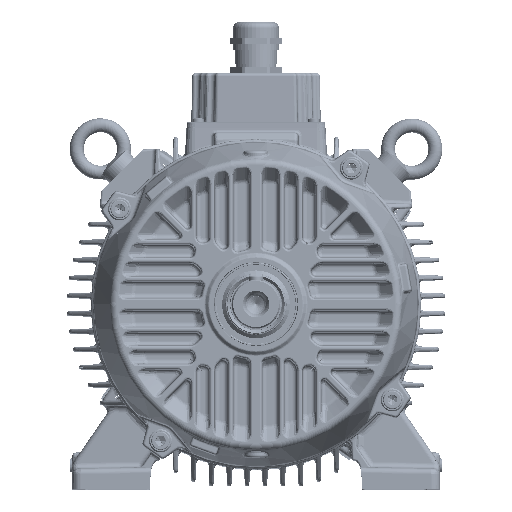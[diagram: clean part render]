
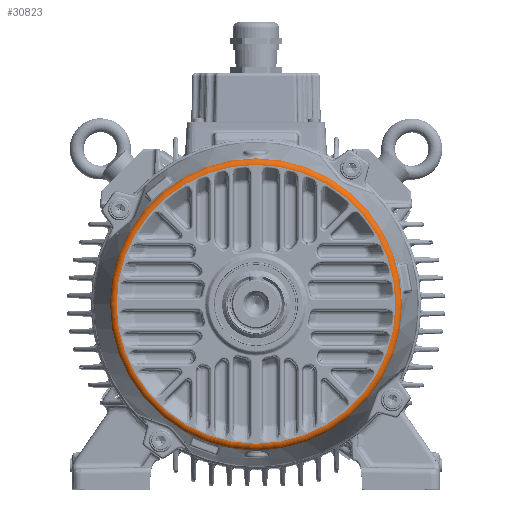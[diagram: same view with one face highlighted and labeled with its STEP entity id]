
A CAD part, top view. The second image highlights one B-rep face of the part: STEP entity #30823.
In plain terms, the highlighted toroidal (fillet/blend) face has major radius 120.639 mm and minor radius 6 mm.
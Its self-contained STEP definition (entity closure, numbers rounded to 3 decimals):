
#24228=TOROIDAL_SURFACE('',#106087,120.639,6.);
#30823=ADVANCED_FACE('',(#33338,#33339),#24228,.T.);
#33338=FACE_BOUND('',#37954,.T.);
#33339=FACE_BOUND('',#37955,.T.);
#37954=EDGE_LOOP('',(#60041));
#37955=EDGE_LOOP('',(#60042));
#60041=ORIENTED_EDGE('',*,*,#89766,.F.);
#60042=ORIENTED_EDGE('',*,*,#89767,.T.);
#75974=VERTEX_POINT('',#216704);
#75975=VERTEX_POINT('',#216706);
#89766=EDGE_CURVE('',#75974,#75974,#97791,.T.);
#89767=EDGE_CURVE('',#75975,#75975,#97792,.T.);
#97791=CIRCLE('',#106085,126.277);
#97792=CIRCLE('',#106086,120.639);
#106085=AXIS2_PLACEMENT_3D('',#216703,#125033,#125034);
#106086=AXIS2_PLACEMENT_3D('',#216705,#125035,#125036);
#106087=AXIS2_PLACEMENT_3D('',#216707,#125037,#125038);
#125033=DIRECTION('',(0.,0.,-1.));
#125034=DIRECTION('',(-1.,0.,0.));
#125035=DIRECTION('',(0.,0.,-1.));
#125036=DIRECTION('',(-1.,0.,0.));
#125037=DIRECTION('',(0.,0.,-1.));
#125038=DIRECTION('',(-1.,0.,0.));
#216703=CARTESIAN_POINT('',(0.,0.,-11.948));
#216704=CARTESIAN_POINT('',(-126.277,0.,-11.948));
#216705=CARTESIAN_POINT('',(0.,0.,-8.));
#216706=CARTESIAN_POINT('',(-120.639,0.,-8.));
#216707=CARTESIAN_POINT('',(0.,0.,-14.));
